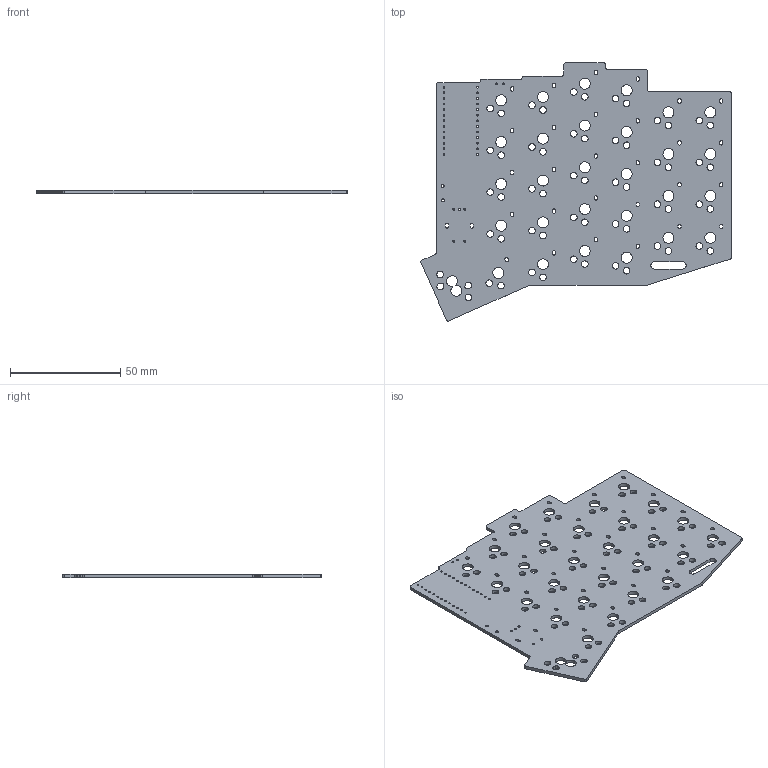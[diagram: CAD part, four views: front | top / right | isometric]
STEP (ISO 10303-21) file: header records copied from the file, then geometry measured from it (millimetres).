
FILE_DESCRIPTION(('KiCad electronic assembly'),'2;1');
FILE_NAME('NeoSofle.step','2025-09-14T17:54:37',('Pcbnew'),('Kicad'), 'Open CASCADE STEP processor 7.9','KiCad to STEP converter','Unknown' );
FILE_SCHEMA(('AUTOMOTIVE_DESIGN { 1 0 10303 214 1 1 1 1 }'));
Length unit declared in the file: millimetre
Products named in the file (2): NeoSofle 1; neosofle_PCB
Assembly tree (1 placements, depth 2):
  NeoSofle 1
    neosofle_PCB
Bounding box: 141.02 x 117.38 x 1.51 mm (x, y, z)
Volume: 17505.1 mm3; surface area: 25927.2 mm2
Topology: 1 solids, 1 shells, 291 faces, 867 edges, 578 vertices
Faces by surface type: cylinder 211, plane 80
Full cylindrical faces by diameter (mm): 0.813 x26, 0.9 x2, 1 x5, 1.3 x2, 3 x58, 5 x28
Entity records: 10640 total; most frequent: DIRECTION 1875, CARTESIAN_POINT 1738, ORIENTED_EDGE 1734, EDGE_CURVE 867, AXIS2_PLACEMENT_3D 715, FACE_BOUND 601, EDGE_LOOP 601, VERTEX_POINT 578
